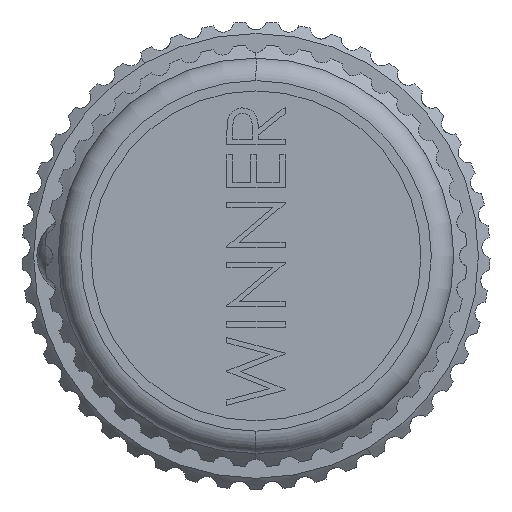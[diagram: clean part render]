
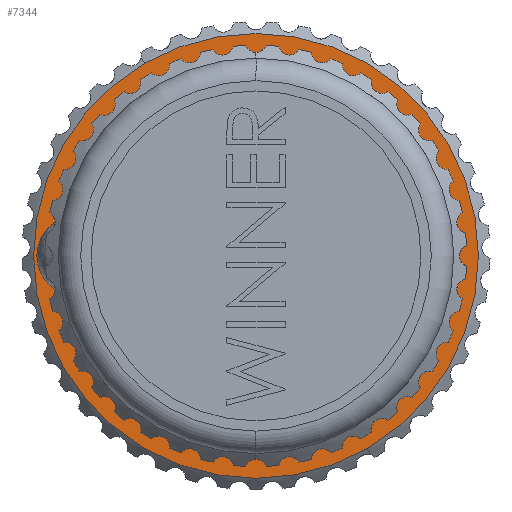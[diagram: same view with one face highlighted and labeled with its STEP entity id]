
A CAD part, left-side view. The second image highlights one B-rep face of the part: STEP entity #7344.
In plain terms, the highlighted planar face has unit normal (-1, 0, 0).
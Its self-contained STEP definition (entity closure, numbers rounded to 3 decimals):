
#1310 = AXIS2_PLACEMENT_3D ( 'NONE', #23004, #61748, #55211 ) ;
#3699 = DIRECTION ( 'NONE',  ( 0., 0.5, 0.866 ) ) ;
#6216 = AXIS2_PLACEMENT_3D ( 'NONE', #24349, #38788, #31917 ) ;
#6807 = FACE_BOUND ( 'NONE', #60364, .T. ) ;
#7043 = CARTESIAN_POINT ( 'NONE',  ( -7.9, -4.28, -7.413 ) ) ;
#7344 = ADVANCED_FACE ( 'NONE', ( #6807, #65625 ), #69952, .T. ) ;
#10712 = CIRCLE ( 'NONE', #6216, 15.3 ) ;
#10734 = VERTEX_POINT ( 'NONE', #41641 ) ;
#11624 = ORIENTED_EDGE ( 'NONE', *, *, #57201, .F. ) ;
#11789 = VERTEX_POINT ( 'NONE', #7043 ) ;
#13971 = VERTEX_POINT ( 'NONE', #32529 ) ;
#15196 = EDGE_CURVE ( 'NONE', #11789, #10734, #79955, .T. ) ;
#19059 = CIRCLE ( 'NONE', #65507, 15.3 ) ;
#21058 = EDGE_CURVE ( 'NONE', #27932, #13971, #10712, .T. ) ;
#23004 = CARTESIAN_POINT ( 'NONE',  ( -7.9, 0., 0. ) ) ;
#24349 = CARTESIAN_POINT ( 'NONE',  ( -7.9, 0., 0. ) ) ;
#27932 = VERTEX_POINT ( 'NONE', #89611 ) ;
#31917 = DIRECTION ( 'NONE',  ( 0., 0.5, 0.866 ) ) ;
#32529 = CARTESIAN_POINT ( 'NONE',  ( -7.9, -7.65, -13.25 ) ) ;
#38788 = DIRECTION ( 'NONE',  ( -1., 0., 0. ) ) ;
#41559 = AXIS2_PLACEMENT_3D ( 'NONE', #100497, #94867, #95198 ) ;
#41641 = CARTESIAN_POINT ( 'NONE',  ( -7.9, 4.28, 7.413 ) ) ;
#43154 = DIRECTION ( 'NONE',  ( -1., 0., 0. ) ) ;
#44055 = ORIENTED_EDGE ( 'NONE', *, *, #100353, .T. ) ;
#44803 = EDGE_LOOP ( 'NONE', ( #44055, #61365 ) ) ;
#46366 = DIRECTION ( 'NONE',  ( -1., 0., 0. ) ) ;
#49345 = AXIS2_PLACEMENT_3D ( 'NONE', #89479, #43154, #3699 ) ;
#54228 = CARTESIAN_POINT ( 'NONE',  ( -7.9, 0., 0. ) ) ;
#55211 = DIRECTION ( 'NONE',  ( 0., 0.5, 0.866 ) ) ;
#57201 = EDGE_CURVE ( 'NONE', #10734, #11789, #57352, .T. ) ;
#57352 = CIRCLE ( 'NONE', #49345, 8.56 ) ;
#60364 = EDGE_LOOP ( 'NONE', ( #11624, #70806 ) ) ;
#61105 = DIRECTION ( 'NONE',  ( 0., 0.5, 0.866 ) ) ;
#61365 = ORIENTED_EDGE ( 'NONE', *, *, #21058, .T. ) ;
#61748 = DIRECTION ( 'NONE',  ( -1., 0., 0. ) ) ;
#65507 = AXIS2_PLACEMENT_3D ( 'NONE', #54228, #46366, #61105 ) ;
#65625 = FACE_OUTER_BOUND ( 'NONE', #44803, .T. ) ;
#69952 = PLANE ( 'NONE',  #1310 ) ;
#70806 = ORIENTED_EDGE ( 'NONE', *, *, #15196, .F. ) ;
#79955 = CIRCLE ( 'NONE', #41559, 8.56 ) ;
#89479 = CARTESIAN_POINT ( 'NONE',  ( -7.9, 0., 0. ) ) ;
#89611 = CARTESIAN_POINT ( 'NONE',  ( -7.9, 7.65, 13.25 ) ) ;
#94867 = DIRECTION ( 'NONE',  ( -1., 0., 0. ) ) ;
#95198 = DIRECTION ( 'NONE',  ( 0., 0.5, 0.866 ) ) ;
#100353 = EDGE_CURVE ( 'NONE', #13971, #27932, #19059, .T. ) ;
#100497 = CARTESIAN_POINT ( 'NONE',  ( -7.9, 0., 0. ) ) ;
